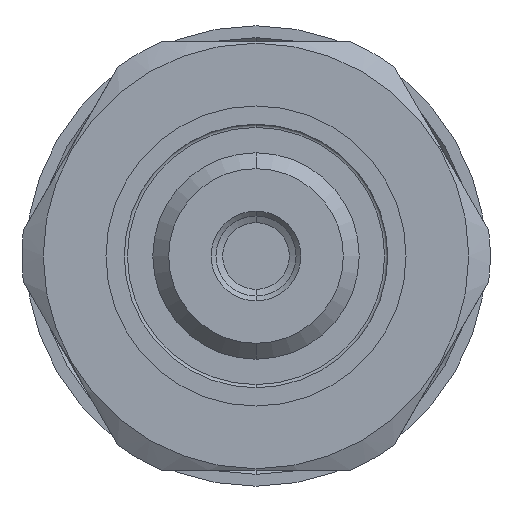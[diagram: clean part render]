
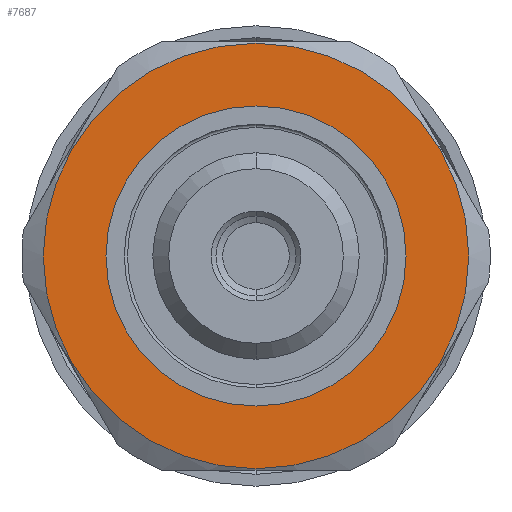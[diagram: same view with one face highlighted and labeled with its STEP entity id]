
A CAD part, front view. The second image highlights one B-rep face of the part: STEP entity #7687.
In plain terms, the highlighted planar face has unit normal (0, -1, 0).
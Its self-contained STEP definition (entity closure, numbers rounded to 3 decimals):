
#94 = DIRECTION ( 'NONE',  ( 0., 0., -1. ) ) ;
#147 = EDGE_CURVE ( 'NONE', #372, #1732, #6942, .T. ) ;
#212 = DIRECTION ( 'NONE',  ( 0., 0., -1. ) ) ;
#372 = VERTEX_POINT ( 'NONE', #5454 ) ;
#505 = FACE_OUTER_BOUND ( 'NONE', #5722, .T. ) ;
#585 = CARTESIAN_POINT ( 'NONE',  ( 0., 2., 0. ) ) ;
#667 = ORIENTED_EDGE ( 'NONE', *, *, #7180, .F. ) ;
#932 = DIRECTION ( 'NONE',  ( 0., -1., 0. ) ) ;
#939 = EDGE_LOOP ( 'NONE', ( #4055, #667 ) ) ;
#1262 = EDGE_CURVE ( 'NONE', #1732, #372, #7248, .T. ) ;
#1596 = AXIS2_PLACEMENT_3D ( 'NONE', #2755, #4034, #212 ) ;
#1732 = VERTEX_POINT ( 'NONE', #2259 ) ;
#2044 = DIRECTION ( 'NONE',  ( 0., -1., 0. ) ) ;
#2245 = ORIENTED_EDGE ( 'NONE', *, *, #147, .T. ) ;
#2259 = CARTESIAN_POINT ( 'NONE',  ( 0., 2., -13.4 ) ) ;
#2755 = CARTESIAN_POINT ( 'NONE',  ( 13.4, 2., 0. ) ) ;
#2762 = AXIS2_PLACEMENT_3D ( 'NONE', #2884, #7339, #3528 ) ;
#2884 = CARTESIAN_POINT ( 'NONE',  ( 0., 2., 0. ) ) ;
#3528 = DIRECTION ( 'NONE',  ( 0., 0., -1. ) ) ;
#3732 = VERTEX_POINT ( 'NONE', #5201 ) ;
#3927 = DIRECTION ( 'NONE',  ( 0., -1., 0. ) ) ;
#4006 = PLANE ( 'NONE',  #1596 ) ;
#4034 = DIRECTION ( 'NONE',  ( 0., -1., 0. ) ) ;
#4055 = ORIENTED_EDGE ( 'NONE', *, *, #5181, .F. ) ;
#4182 = CARTESIAN_POINT ( 'NONE',  ( 0., 2., 9.45 ) ) ;
#4786 = CARTESIAN_POINT ( 'NONE',  ( 0., 2., 0. ) ) ;
#4916 = CIRCLE ( 'NONE', #2762, 9.45 ) ;
#5181 = EDGE_CURVE ( 'NONE', #3732, #6438, #5859, .T. ) ;
#5201 = CARTESIAN_POINT ( 'NONE',  ( 0., 2., -9.45 ) ) ;
#5392 = AXIS2_PLACEMENT_3D ( 'NONE', #7745, #3927, #94 ) ;
#5427 = DIRECTION ( 'NONE',  ( 0., 0., -1. ) ) ;
#5454 = CARTESIAN_POINT ( 'NONE',  ( 0., 2., 13.4 ) ) ;
#5478 = ORIENTED_EDGE ( 'NONE', *, *, #1262, .T. ) ;
#5680 = AXIS2_PLACEMENT_3D ( 'NONE', #585, #2044, #6328 ) ;
#5722 = EDGE_LOOP ( 'NONE', ( #2245, #5478 ) ) ;
#5859 = CIRCLE ( 'NONE', #5392, 9.45 ) ;
#6328 = DIRECTION ( 'NONE',  ( 0., 0., -1. ) ) ;
#6438 = VERTEX_POINT ( 'NONE', #4182 ) ;
#6942 = CIRCLE ( 'NONE', #5680, 13.4 ) ;
#7180 = EDGE_CURVE ( 'NONE', #6438, #3732, #4916, .T. ) ;
#7248 = CIRCLE ( 'NONE', #7780, 13.4 ) ;
#7288 = FACE_BOUND ( 'NONE', #939, .T. ) ;
#7339 = DIRECTION ( 'NONE',  ( 0., -1., 0. ) ) ;
#7687 = ADVANCED_FACE ( 'NONE', ( #505, #7288 ), #4006, .T. ) ;
#7745 = CARTESIAN_POINT ( 'NONE',  ( 0., 2., 0. ) ) ;
#7780 = AXIS2_PLACEMENT_3D ( 'NONE', #4786, #932, #5427 ) ;
